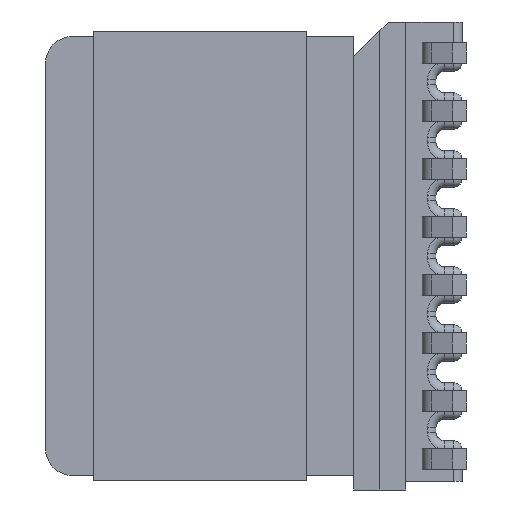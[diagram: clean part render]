
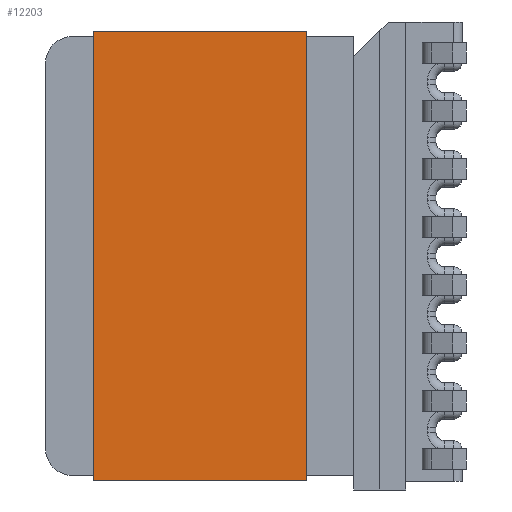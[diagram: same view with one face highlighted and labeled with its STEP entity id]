
A CAD part, left-side view. The second image highlights one B-rep face of the part: STEP entity #12203.
In plain terms, the highlighted planar face has unit normal (-1, 0, 0).
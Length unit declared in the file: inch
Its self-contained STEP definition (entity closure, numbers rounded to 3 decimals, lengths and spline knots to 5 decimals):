
#34 = LINE ( 'NONE', #4111, #6308 ) ;
#1766 = CARTESIAN_POINT ( 'NONE',  ( -0.00591, -0.50984, 0. ) ) ;
#2024 = EDGE_CURVE ( 'NONE', #12426, #15064, #19489, .T. ) ;
#2161 = ORIENTED_EDGE ( 'NONE', *, *, #18569, .T. ) ;
#3717 = FACE_OUTER_BOUND ( 'NONE', #14385, .T. ) ;
#4111 = CARTESIAN_POINT ( 'NONE',  ( -0.00591, 0.00591, -0.24488 ) ) ;
#4493 = CARTESIAN_POINT ( 'NONE',  ( -0.00591, -0.50984, -0.24488 ) ) ;
#5327 = CARTESIAN_POINT ( 'NONE',  ( -0.00591, 0.00591, -0.24488 ) ) ;
#5476 = VECTOR ( 'NONE', #19587, 39.37008 ) ;
#5506 = EDGE_CURVE ( 'NONE', #15064, #10871, #16082, .T. ) ;
#6023 = DIRECTION ( 'NONE',  ( 0., -1., 0. ) ) ;
#6308 = VECTOR ( 'NONE', #6023, 39.37008 ) ;
#6439 = AXIS2_PLACEMENT_3D ( 'NONE', #11470, #14647, #16316 ) ;
#7252 = CARTESIAN_POINT ( 'NONE',  ( -0.00591, 0.00591, -0.24488 ) ) ;
#7442 = ORIENTED_EDGE ( 'NONE', *, *, #2024, .F. ) ;
#9637 = ORIENTED_EDGE ( 'NONE', *, *, #5506, .F. ) ;
#9771 = VECTOR ( 'NONE', #17684, 39.37008 ) ;
#10871 = VERTEX_POINT ( 'NONE', #1766 ) ;
#11470 = CARTESIAN_POINT ( 'NONE',  ( -0.00591, 0.00591, -0.24488 ) ) ;
#11597 = VECTOR ( 'NONE', #12992, 39.37008 ) ;
#12203 = ADVANCED_FACE ( 'NONE', ( #3717 ), #19889, .T. ) ;
#12344 = VERTEX_POINT ( 'NONE', #21815 ) ;
#12426 = VERTEX_POINT ( 'NONE', #5327 ) ;
#12677 = EDGE_CURVE ( 'NONE', #12344, #10871, #14507, .T. ) ;
#12992 = DIRECTION ( 'NONE',  ( 0., 0., 1. ) ) ;
#14385 = EDGE_LOOP ( 'NONE', ( #9637, #7442, #2161, #20845 ) ) ;
#14507 = LINE ( 'NONE', #4493, #11597 ) ;
#14647 = DIRECTION ( 'NONE',  ( -1., 0., 0. ) ) ;
#15064 = VERTEX_POINT ( 'NONE', #16143 ) ;
#16082 = LINE ( 'NONE', #21098, #9771 ) ;
#16143 = CARTESIAN_POINT ( 'NONE',  ( -0.00591, 0.00591, 0. ) ) ;
#16316 = DIRECTION ( 'NONE',  ( 0., -1., 0. ) ) ;
#17684 = DIRECTION ( 'NONE',  ( 0., -1., 0. ) ) ;
#18569 = EDGE_CURVE ( 'NONE', #12426, #12344, #34, .T. ) ;
#19489 = LINE ( 'NONE', #7252, #5476 ) ;
#19587 = DIRECTION ( 'NONE',  ( 0., 0., 1. ) ) ;
#19889 = PLANE ( 'NONE',  #6439 ) ;
#20845 = ORIENTED_EDGE ( 'NONE', *, *, #12677, .T. ) ;
#21098 = CARTESIAN_POINT ( 'NONE',  ( -0.00591, 0.00591, 0. ) ) ;
#21815 = CARTESIAN_POINT ( 'NONE',  ( -0.00591, -0.50984, -0.24488 ) ) ;
